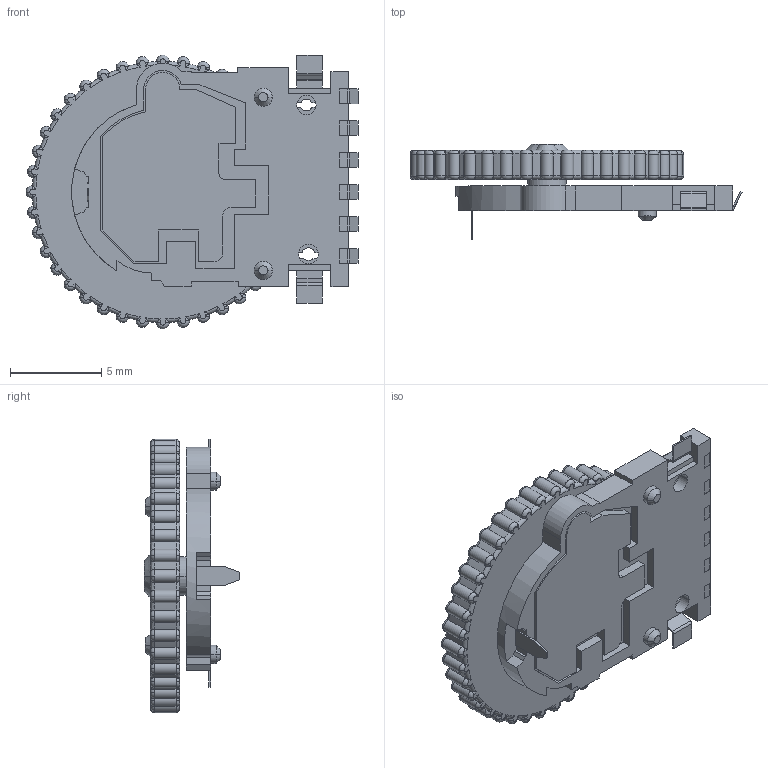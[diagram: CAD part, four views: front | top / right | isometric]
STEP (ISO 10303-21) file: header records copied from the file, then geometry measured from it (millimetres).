
FILE_DESCRIPTION (( 'STEP AP214' ), '1' );
FILE_NAME ('EVQ-WKA001.STEP', '2018-12-25T01:02:28', ( '' ), ( '' ), 'SwSTEP 2.0', 'SolidWorks 2017', '' );
FILE_SCHEMA (( 'AUTOMOTIVE_DESIGN' ));
Length unit declared in the file: millimetre
Products named in the file (1): EVQ-WKA001
Bounding box: 18.2 x 5.25 x 15 mm (x, y, z)
Volume: 463.7 mm3; surface area: 1060.6 mm2
Topology: 16 solids, 16 shells, 839 faces, 1940 edges, 1146 vertices
Faces by surface type: cylinder 321, plane 267, torus 236, cone 10, bspline 5
Entity records: 24263 total; most frequent: CARTESIAN_POINT 4839, DIRECTION 4290, ORIENTED_EDGE 3880, EDGE_CURVE 1940, AXIS2_PLACEMENT_3D 1685, VERTEX_POINT 1146, VECTOR 920, LINE 920
